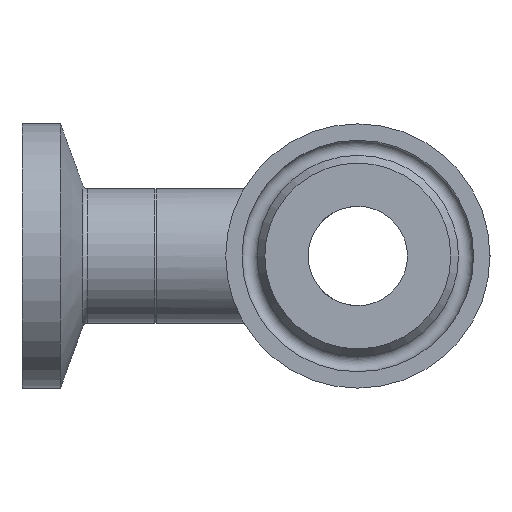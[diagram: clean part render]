
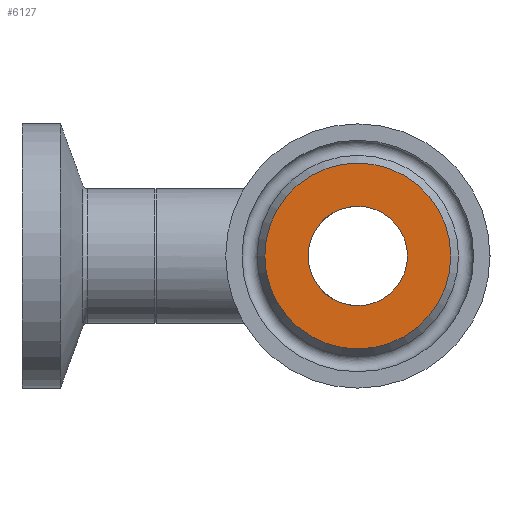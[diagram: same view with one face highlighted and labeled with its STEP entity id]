
A CAD part, left-side view. The second image highlights one B-rep face of the part: STEP entity #6127.
In plain terms, the highlighted planar face has unit normal (-1, 0, 0).
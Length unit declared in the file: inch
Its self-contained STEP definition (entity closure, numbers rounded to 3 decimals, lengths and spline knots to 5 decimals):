
#125=FACE_BOUND('',#1173,.T.);
#276=PLANE('',#6491);
#761=FACE_OUTER_BOUND('',#1172,.T.);
#1172=EDGE_LOOP('',(#5632));
#1173=EDGE_LOOP('',(#5633));
#2122=CIRCLE('',#6482,0.185);
#2127=CIRCLE('',#6492,0.34605);
#3025=VERTEX_POINT('',#13307);
#3030=VERTEX_POINT('',#13322);
#3899=EDGE_CURVE('',#3025,#3025,#2122,.T.);
#3904=EDGE_CURVE('',#3030,#3030,#2127,.T.);
#5632=ORIENTED_EDGE('',*,*,#3904,.T.);
#5633=ORIENTED_EDGE('',*,*,#3899,.F.);
#6127=ADVANCED_FACE('',(#761,#125),#276,.F.);
#6482=AXIS2_PLACEMENT_3D('',#13308,#7588,#7589);
#6491=AXIS2_PLACEMENT_3D('',#13321,#7606,#7607);
#6492=AXIS2_PLACEMENT_3D('',#13323,#7608,#7609);
#7588=DIRECTION('center_axis',(-1.,0.,0.));
#7589=DIRECTION('ref_axis',(0.,1.,0.));
#7606=DIRECTION('center_axis',(1.,0.,0.));
#7607=DIRECTION('ref_axis',(0.,0.,-1.));
#7608=DIRECTION('center_axis',(-1.,0.,0.));
#7609=DIRECTION('ref_axis',(0.,0.,
1.));
#13307=CARTESIAN_POINT('',(-1.19891,0.7977,0.));
#13308=CARTESIAN_POINT('Origin',(-1.19891,0.6127,0.));
#13321=CARTESIAN_POINT('Origin',(-1.19891,0.95875,0.));
#13322=CARTESIAN_POINT('',(-1.19891,0.95875,0.));
#13323=CARTESIAN_POINT('Origin',(-1.19891,0.6127,0.));
